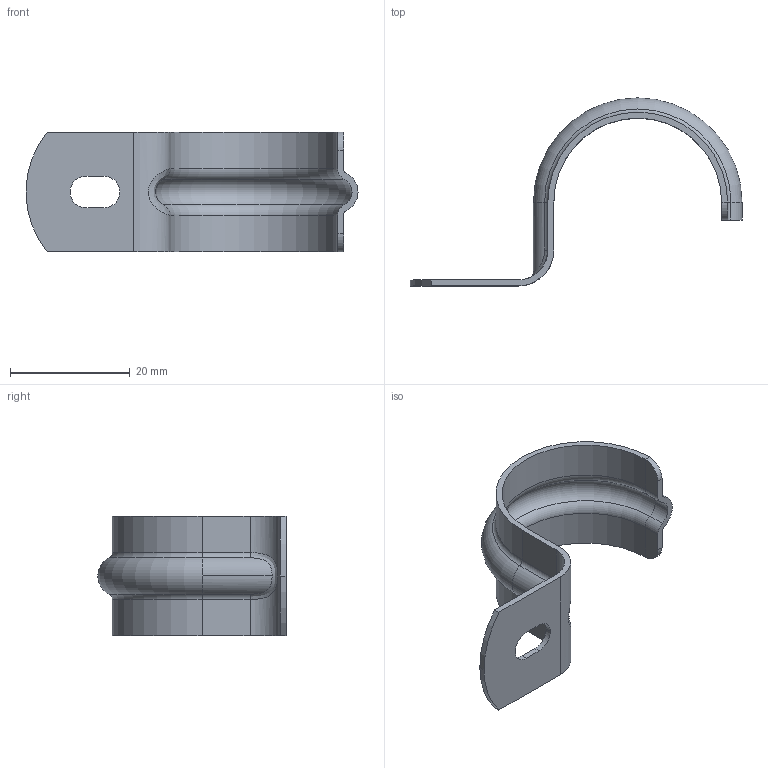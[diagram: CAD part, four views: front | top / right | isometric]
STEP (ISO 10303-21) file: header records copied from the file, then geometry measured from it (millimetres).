
FILE_DESCRIPTION (( 'STEP AP214' ), '1' );
FILE_NAME ('AL-FH-1008A Êðåïëåíèå ïàíåëè îäíîñòðîíåå.STEP', '2025-12-26T08:20:09', ( '' ), ( '' ), 'SwSTEP 2.0', 'SolidWorks 2021', '' );
FILE_SCHEMA (( 'AUTOMOTIVE_DESIGN' ));
Length unit declared in the file: millimetre
Products named in the file (1): AL-FH-1008A Êðåïëåíèå ïàíåëè îäíîñòðîíåå
Bounding box: 55.4 x 31.4 x 20 mm (x, y, z)
Volume: 1744.2 mm3; surface area: 3711.3 mm2
Topology: 1 solids, 1 shells, 52 faces, 126 edges, 76 vertices
Faces by surface type: cylinder 29, plane 15, torus 6, bspline 2
Entity records: 1968 total; most frequent: CARTESIAN_POINT 689, DIRECTION 280, ORIENTED_EDGE 252, EDGE_CURVE 126, AXIS2_PLACEMENT_3D 109, VERTEX_POINT 76, VECTOR 62, LINE 62
